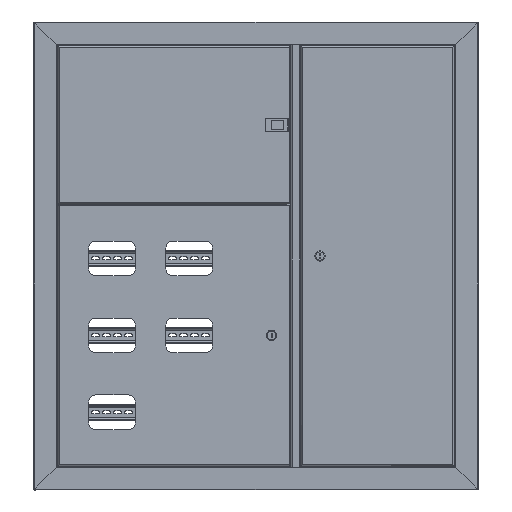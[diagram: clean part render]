
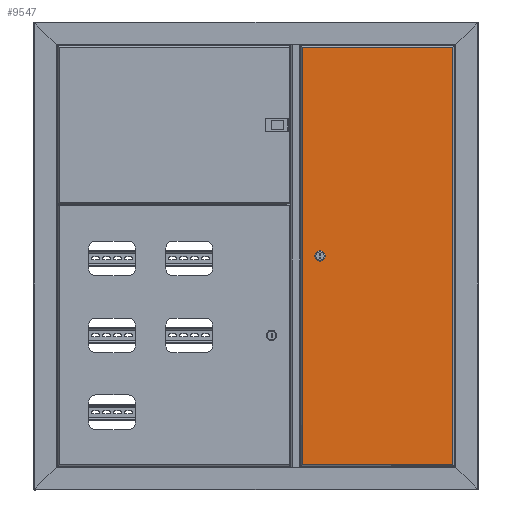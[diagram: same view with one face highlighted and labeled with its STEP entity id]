
A CAD part, top view. The second image highlights one B-rep face of the part: STEP entity #9547.
In plain terms, the highlighted planar face has unit normal (0, 0, 1).
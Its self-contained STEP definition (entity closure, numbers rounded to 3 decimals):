
#1432 = ORIENTED_EDGE ( 'NONE', *, *, #15274, .F. ) ;
#1465 = LINE ( 'NONE', #43926, #4253 ) ;
#1567 = CARTESIAN_POINT ( 'NONE',  ( 0., 325.7, 0. ) ) ;
#2796 = DIRECTION ( 'NONE',  ( 0., 0., 1. ) ) ;
#3520 = AXIS2_PLACEMENT_3D ( 'NONE', #1567, #51402, #9827 ) ;
#3762 = EDGE_CURVE ( 'NONE', #31534, #48757, #15359, .T. ) ;
#3835 = EDGE_CURVE ( 'NONE', #50589, #20080, #13606, .T. ) ;
#3945 = CARTESIAN_POINT ( 'NONE',  ( 1.7, 324., 0. ) ) ;
#4253 = VECTOR ( 'NONE', #9989, 1000. ) ;
#4542 = DIRECTION ( 'NONE',  ( 0., -1., 0. ) ) ;
#5368 = ORIENTED_EDGE ( 'NONE', *, *, #10663, .F. ) ;
#7576 = DIRECTION ( 'NONE',  ( 0., 0., 1. ) ) ;
#7762 = VERTEX_POINT ( 'NONE', #37061 ) ;
#9242 = CARTESIAN_POINT ( 'NONE',  ( 894.993, 324., 0. ) ) ;
#9512 = LINE ( 'NONE', #9242, #13177 ) ;
#9547 = ADVANCED_FACE ( 'NONE', ( #21879, #26256 ), #34745, .F. ) ;
#9827 = DIRECTION ( 'NONE',  ( -1., 0., 0. ) ) ;
#9989 = DIRECTION ( 'NONE',  ( 0., 1., 0. ) ) ;
#10137 = ORIENTED_EDGE ( 'NONE', *, *, #3762, .F. ) ;
#10534 = EDGE_CURVE ( 'NONE', #48757, #26501, #23365, .T. ) ;
#10663 = EDGE_CURVE ( 'NONE', #26501, #14448, #36762, .T. ) ;
#10733 = ORIENTED_EDGE ( 'NONE', *, *, #48107, .T. ) ;
#11478 = VECTOR ( 'NONE', #42592, 1000. ) ;
#11569 = CARTESIAN_POINT ( 'NONE',  ( 448.2, 40., 0. ) ) ;
#12404 = DIRECTION ( 'NONE',  ( 1., 0., 0. ) ) ;
#13177 = VECTOR ( 'NONE', #26221, 1000. ) ;
#13606 = LINE ( 'NONE', #17160, #29334 ) ;
#14448 = VERTEX_POINT ( 'NONE', #26934 ) ;
#14517 = CARTESIAN_POINT ( 'NONE',  ( 444.551, 31.5, 0. ) ) ;
#15274 = EDGE_CURVE ( 'NONE', #26570, #31534, #29460, .T. ) ;
#15345 = CARTESIAN_POINT ( 'NONE',  ( 1.7, 1.7, 0. ) ) ;
#15359 = CIRCLE ( 'NONE', #16202, 9.25 ) ;
#16078 = DIRECTION ( 'NONE',  ( 1., 0., 0. ) ) ;
#16202 = AXIS2_PLACEMENT_3D ( 'NONE', #45081, #7576, #16078 ) ;
#17160 = CARTESIAN_POINT ( 'NONE',  ( 1.7, 324.293, 0. ) ) ;
#19526 = DIRECTION ( 'NONE',  ( 1., 0., 0. ) ) ;
#20080 = VERTEX_POINT ( 'NONE', #15345 ) ;
#21879 = FACE_BOUND ( 'NONE', #23614, .T. ) ;
#21960 = VECTOR ( 'NONE', #12404, 1000. ) ;
#22660 = DIRECTION ( 'NONE',  ( 0., 0., 1. ) ) ;
#23365 = LINE ( 'NONE', #40059, #51599 ) ;
#23614 = EDGE_LOOP ( 'NONE', ( #1432, #37015, #5368, #44143, #10137 ) ) ;
#24818 = VERTEX_POINT ( 'NONE', #51053 ) ;
#25909 = CARTESIAN_POINT ( 'NONE',  ( 451.849, 48.5, 0. ) ) ;
#26221 = DIRECTION ( 'NONE',  ( -1., 0., 0. ) ) ;
#26256 = FACE_OUTER_BOUND ( 'NONE', #35336, .T. ) ;
#26501 = VERTEX_POINT ( 'NONE', #46686 ) ;
#26570 = VERTEX_POINT ( 'NONE', #52856 ) ;
#26934 = CARTESIAN_POINT ( 'NONE',  ( 457.45, 40., 0. ) ) ;
#27202 = DIRECTION ( 'NONE',  ( 1., 0., 0. ) ) ;
#29334 = VECTOR ( 'NONE', #4542, 1000. ) ;
#29460 = LINE ( 'NONE', #25909, #11478 ) ;
#31534 = VERTEX_POINT ( 'NONE', #41948 ) ;
#32202 = LINE ( 'NONE', #49887, #21960 ) ;
#32463 = EDGE_CURVE ( 'NONE', #7762, #50589, #9512, .T. ) ;
#34745 = PLANE ( 'NONE',  #3520 ) ;
#35336 = EDGE_LOOP ( 'NONE', ( #50837, #10733, #42234, #44640 ) ) ;
#36720 = AXIS2_PLACEMENT_3D ( 'NONE', #51381, #22660, #39365 ) ;
#36762 = CIRCLE ( 'NONE', #47228, 9.25 ) ;
#37015 = ORIENTED_EDGE ( 'NONE', *, *, #49183, .F. ) ;
#37061 = CARTESIAN_POINT ( 'NONE',  ( 894.7, 324., 0. ) ) ;
#39365 = DIRECTION ( 'NONE',  ( 1., 0., 0. ) ) ;
#40059 = CARTESIAN_POINT ( 'NONE',  ( 451.849, 31.5, 0. ) ) ;
#41939 = CIRCLE ( 'NONE', #36720, 9.25 ) ;
#41948 = CARTESIAN_POINT ( 'NONE',  ( 444.551, 48.5, 0. ) ) ;
#42234 = ORIENTED_EDGE ( 'NONE', *, *, #32463, .T. ) ;
#42592 = DIRECTION ( 'NONE',  ( -1., 0., 0. ) ) ;
#43926 = CARTESIAN_POINT ( 'NONE',  ( 894.7, 0., 0. ) ) ;
#44143 = ORIENTED_EDGE ( 'NONE', *, *, #10534, .F. ) ;
#44640 = ORIENTED_EDGE ( 'NONE', *, *, #3835, .T. ) ;
#45081 = CARTESIAN_POINT ( 'NONE',  ( 448.2, 40., 0. ) ) ;
#46686 = CARTESIAN_POINT ( 'NONE',  ( 451.849, 31.5, 0. ) ) ;
#47228 = AXIS2_PLACEMENT_3D ( 'NONE', #11569, #2796, #19526 ) ;
#48107 = EDGE_CURVE ( 'NONE', #24818, #7762, #1465, .T. ) ;
#48757 = VERTEX_POINT ( 'NONE', #14517 ) ;
#49183 = EDGE_CURVE ( 'NONE', #14448, #26570, #41939, .T. ) ;
#49887 = CARTESIAN_POINT ( 'NONE',  ( 1.7, 1.7, 0. ) ) ;
#50589 = VERTEX_POINT ( 'NONE', #3945 ) ;
#50837 = ORIENTED_EDGE ( 'NONE', *, *, #52090, .T. ) ;
#51053 = CARTESIAN_POINT ( 'NONE',  ( 894.7, 1.7, 0. ) ) ;
#51381 = CARTESIAN_POINT ( 'NONE',  ( 448.2, 40., 0. ) ) ;
#51402 = DIRECTION ( 'NONE',  ( 0., 0., -1. ) ) ;
#51599 = VECTOR ( 'NONE', #27202, 1000. ) ;
#52090 = EDGE_CURVE ( 'NONE', #20080, #24818, #32202, .T. ) ;
#52856 = CARTESIAN_POINT ( 'NONE',  ( 451.849, 48.5, 0. ) ) ;
